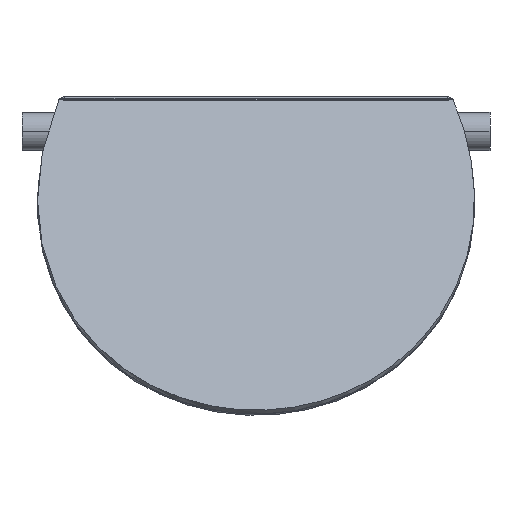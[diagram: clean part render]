
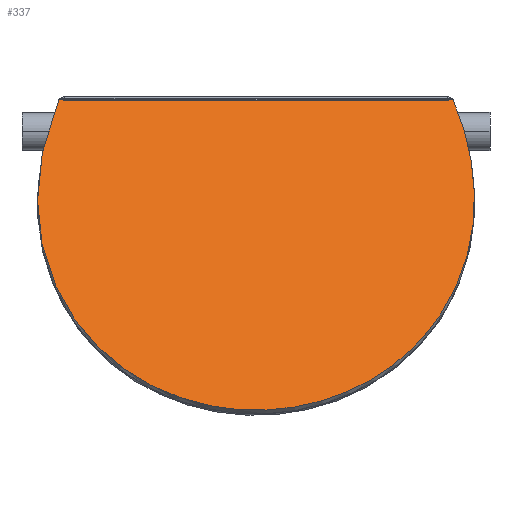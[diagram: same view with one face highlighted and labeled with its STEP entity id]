
A CAD part, top view. The second image highlights one B-rep face of the part: STEP entity #337.
In plain terms, the highlighted planar face has unit normal (0, 0.643, 0.766).
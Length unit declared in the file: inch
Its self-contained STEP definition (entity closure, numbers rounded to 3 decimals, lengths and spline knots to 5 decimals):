
#23 = CARTESIAN_POINT ( 'NONE',  ( -5.19383, 1.61589, 3.91449 ) ) ;
#35 = CARTESIAN_POINT ( 'NONE',  ( -5.26801, 1.43156, 4.06916 ) ) ;
#46 = CARTESIAN_POINT ( 'NONE',  ( -5.40825, -2.75464, 7.5818 ) ) ;
#59 = CARTESIAN_POINT ( 'NONE',  ( 5.69808, -1.42921, 6.46963 ) ) ;
#110 = EDGE_CURVE ( 'NONE', #411, #2267, #503, .T. ) ;
#219 = CARTESIAN_POINT ( 'NONE',  ( 2.85217, -5.69345, 10.04775 ) ) ;
#231 = CARTESIAN_POINT ( 'NONE',  ( -3.78181, -5.0639, 9.5195 ) ) ;
#243 = CARTESIAN_POINT ( 'NONE',  ( -3.47815, -5.30007, 9.71767 ) ) ;
#257 = CARTESIAN_POINT ( 'NONE',  ( 5.44812, -2.61877, 7.46779 ) ) ;
#281 = CARTESIAN_POINT ( 'NONE',  ( 5.19346, 1.61679, 3.91374 ) ) ;
#314 = CARTESIAN_POINT ( 'NONE',  ( 0.03103, -6.40279, 10.64296 ) ) ;
#337 = ADVANCED_FACE ( 'NONE', ( #1091 ), #2244, .T. ) ;
#394 = CARTESIAN_POINT ( 'NONE',  ( 4.09339, -4.78283, 9.28365 ) ) ;
#406 = CARTESIAN_POINT ( 'NONE',  ( 0.03135, -6.40782, 10.64718 ) ) ;
#411 = VERTEX_POINT ( 'NONE', #554 ) ;
#417 = CARTESIAN_POINT ( 'NONE',  ( 3.81515, -5.03581, 9.49592 ) ) ;
#429 = CARTESIAN_POINT ( 'NONE',  ( 0.46225, -6.39047, 10.63262 ) ) ;
#442 = CARTESIAN_POINT ( 'NONE',  ( -1.24969, -6.27871, 10.53884 ) ) ;
#503 = LINE ( 'NONE', #1242, #1785 ) ;
#554 = CARTESIAN_POINT ( 'NONE',  ( 5.14826, 1.7234, 3.82428 ) ) ;
#584 = CARTESIAN_POINT ( 'NONE',  ( 5.40118, 1.06501, 4.37673 ) ) ;
#597 = CARTESIAN_POINT ( 'NONE',  ( -5.72172, -0.79206, 5.935 ) ) ;
#609 = CARTESIAN_POINT ( 'NONE',  ( -4.55646, -4.27014, 8.85345 ) ) ;
#622 = CARTESIAN_POINT ( 'NONE',  ( 5.55355, 0.53236, 4.82367 ) ) ;
#637 = CARTESIAN_POINT ( 'NONE',  ( -5.16021, 1.69555, 3.84764 ) ) ;
#670 = EDGE_CURVE ( 'NONE', #2267, #411, #1315, .T. ) ;
#778 = CARTESIAN_POINT ( 'NONE',  ( -5.6959, -1.4524, 6.48909 ) ) ;
#781 = AXIS2_PLACEMENT_3D ( 'NONE', #314, #1637, #2439 ) ;
#790 = CARTESIAN_POINT ( 'NONE',  ( -5.18357, -3.27868, 8.02152 ) ) ;
#802 = CARTESIAN_POINT ( 'NONE',  ( -5.14859, 1.72262, 3.82493 ) ) ;
#814 = CARTESIAN_POINT ( 'NONE',  ( -3.15322, -5.51841, 9.90088 ) ) ;
#826 = CARTESIAN_POINT ( 'NONE',  ( 5.67153, -0.11566, 5.36743 ) ) ;
#970 = CARTESIAN_POINT ( 'NONE',  ( -4.76959, -3.98193, 8.61162 ) ) ;
#994 = CARTESIAN_POINT ( 'NONE',  ( -4.96007, -3.68452, 8.36206 ) ) ;
#1007 = CARTESIAN_POINT ( 'NONE',  ( -0.39918, -6.39489, 10.63633 ) ) ;
#1048 = CARTESIAN_POINT ( 'NONE',  ( 5.16004, 1.69594, 3.84732 ) ) ;
#1091 = FACE_OUTER_BOUND ( 'NONE', #2132, .T. ) ;
#1157 = CARTESIAN_POINT ( 'NONE',  ( 5.26731, 1.43334, 4.06766 ) ) ;
#1169 = CARTESIAN_POINT ( 'NONE',  ( 1.71641, -6.16117, 10.44021 ) ) ;
#1182 = CARTESIAN_POINT ( 'NONE',  ( 4.58065, -4.23931, 8.82759 ) ) ;
#1194 = CARTESIAN_POINT ( 'NONE',  ( 3.51518, -5.27297, 9.69493 ) ) ;
#1206 = CARTESIAN_POINT ( 'NONE',  ( 1.30937, -6.26582, 10.52803 ) ) ;
#1242 = CARTESIAN_POINT ( 'NONE',  ( 0.03103, 1.7234, 3.82428 ) ) ;
#1315 = B_SPLINE_CURVE_WITH_KNOTS ( 'NONE', 3,
 ( #2351, #802, #637, #23, #35, #1397, #1732, #1567, #597, #778, #2326, #46, #790, #994, #970, #609, #2315, #1372, #231, #243, #814, #2152, #2114, #1363, #2127, #442, #2139, #1007, #406, #429, #1928, #1206, #1169, #1940, #1541, #219, #1976, #1194, #417, #394, #2302, #1182, #1351, #1577, #1963, #1783, #257, #1950, #59, #2340, #826, #622, #584, #1157, #281, #1048, #1627, #2023 ),
 .UNSPECIFIED., .F., .F.,
 ( 4, 1, 1, 1, 1, 1, 1, 1, 1, 1, 1, 1, 1, 1, 1, 1, 1, 1, 1, 1, 1, 1, 1, 1, 1, 1, 1, 1, 1, 1, 1, 1, 1, 1, 1, 1, 1, 1, 1, 1, 1, 1, 1, 1, 1, 1, 1, 1, 1, 1, 1, 1, 1, 1, 1, 4 ),
 ( 0.00379, 0.00391, 0.00784, 0.0157, 0.03133, 0.06257, 0.09388, 0.12524, 0.15644, 0.1877, 0.21909, 0.25032, 0.26596, 0.28169, 0.29739, 0.31303, 0.32866, 0.34436, 0.3601, 0.37576, 0.39139, 0.4071, 0.42284, 0.43847, 0.45411, 0.46986, 0.48553, 0.50111, 0.51672, 0.53247, 0.54811, 0.56364, 0.57917, 0.59482, 0.61055, 0.62616, 0.64174, 0.65736, 0.67308, 0.68874, 0.70431, 0.71986, 0.73544, 0.7511, 0.7668, 0.78239, 0.81344, 0.84456, 0.87586, 0.90691, 0.93782, 0.9688, 0.98436, 0.99218, 0.99609, 0.99619 ),
 .UNSPECIFIED. ) ;
#1351 = CARTESIAN_POINT ( 'NONE',  ( 4.78975, -3.95231, 8.58676 ) ) ;
#1363 = CARTESIAN_POINT ( 'NONE',  ( -2.05933, -6.04882, 10.34594 ) ) ;
#1372 = CARTESIAN_POINT ( 'NONE',  ( -4.06301, -4.81218, 9.30828 ) ) ;
#1397 = CARTESIAN_POINT ( 'NONE',  ( -5.40268, 1.06063, 4.3804 ) ) ;
#1480 = DIRECTION ( 'NONE',  ( -1., 0., 0. ) ) ;
#1541 = CARTESIAN_POINT ( 'NONE',  ( 2.48983, -5.87352, 10.19884 ) ) ;
#1567 = CARTESIAN_POINT ( 'NONE',  ( -5.6739, -0.13212, 5.38124 ) ) ;
#1577 = CARTESIAN_POINT ( 'NONE',  ( 4.97694, -3.65588, 8.33803 ) ) ;
#1627 = CARTESIAN_POINT ( 'NONE',  ( 5.14854, 1.72275, 3.82482 ) ) ;
#1637 = DIRECTION ( 'NONE',  ( 0., 0.643, 0.766 ) ) ;
#1732 = CARTESIAN_POINT ( 'NONE',  ( -5.55601, 0.52284, 4.83166 ) ) ;
#1783 = CARTESIAN_POINT ( 'NONE',  ( 5.28608, -3.03944, 7.82077 ) ) ;
#1785 = VECTOR ( 'NONE', #1480, 39.37008 ) ;
#1928 = CARTESIAN_POINT ( 'NONE',  ( 0.88988, -6.34284, 10.59266 ) ) ;
#1940 = CARTESIAN_POINT ( 'NONE',  ( 2.11016, -6.03009, 10.33023 ) ) ;
#1950 = CARTESIAN_POINT ( 'NONE',  ( 5.5981, -2.08306, 7.01827 ) ) ;
#1963 = CARTESIAN_POINT ( 'NONE',  ( 5.14248, -3.35092, 8.08213 ) ) ;
#1976 = CARTESIAN_POINT ( 'NONE',  ( 3.19441, -5.49248, 9.87912 ) ) ;
#2023 = CARTESIAN_POINT ( 'NONE',  ( 5.14826, 1.7234, 3.82428 ) ) ;
#2030 = ORIENTED_EDGE ( 'NONE', *, *, #110, .T. ) ;
#2061 = CARTESIAN_POINT ( 'NONE',  ( -5.14826, 1.7234, 3.82428 ) ) ;
#2114 = CARTESIAN_POINT ( 'NONE',  ( -2.44252, -5.89478, 10.21668 ) ) ;
#2127 = CARTESIAN_POINT ( 'NONE',  ( -1.66111, -6.17725, 10.4537 ) ) ;
#2132 = EDGE_LOOP ( 'NONE', ( #2185, #2030 ) ) ;
#2139 = CARTESIAN_POINT ( 'NONE',  ( -0.82764, -6.3517, 10.60008 ) ) ;
#2152 = CARTESIAN_POINT ( 'NONE',  ( -2.80789, -5.71717, 10.06765 ) ) ;
#2185 = ORIENTED_EDGE ( 'NONE', *, *, #670, .T. ) ;
#2244 = PLANE ( 'NONE',  #781 ) ;
#2267 = VERTEX_POINT ( 'NONE', #2061 ) ;
#2302 = CARTESIAN_POINT ( 'NONE',  ( 4.34876, -4.51651, 9.06018 ) ) ;
#2315 = CARTESIAN_POINT ( 'NONE',  ( -4.32104, -4.54723, 9.08596 ) ) ;
#2326 = CARTESIAN_POINT ( 'NONE',  ( -5.59275, -2.10864, 7.03974 ) ) ;
#2340 = CARTESIAN_POINT ( 'NONE',  ( 5.72124, -0.77122, 5.91751 ) ) ;
#2351 = CARTESIAN_POINT ( 'NONE',  ( -5.14826, 1.7234, 3.82428 ) ) ;
#2439 = DIRECTION ( 'NONE',  ( 0., -0.766, 0.643 ) ) ;
